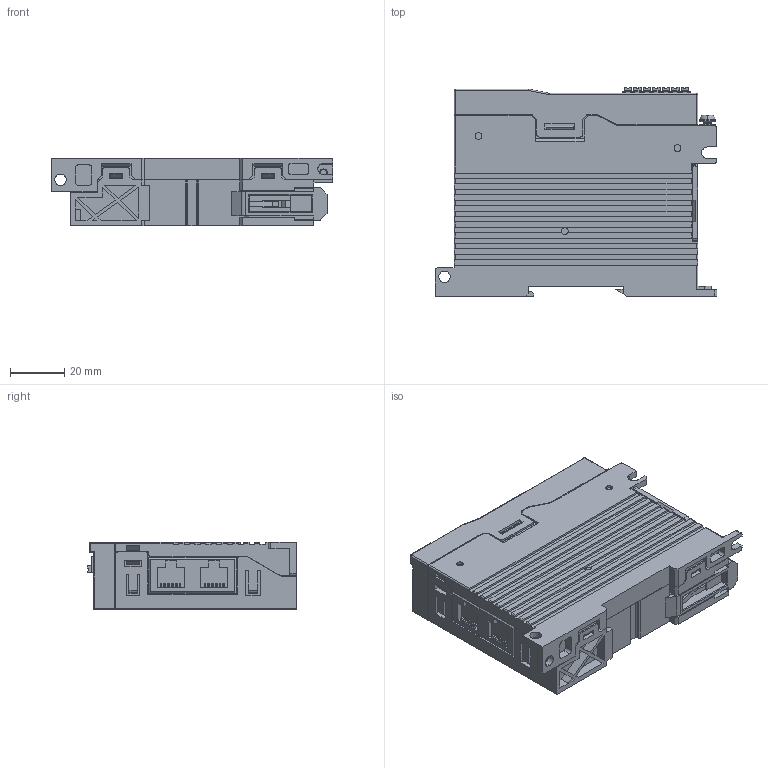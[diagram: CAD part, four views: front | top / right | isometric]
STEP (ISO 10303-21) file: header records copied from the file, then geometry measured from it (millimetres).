
FILE_DESCRIPTION((''),'2;1');
FILE_NAME('D3EB010U_1','2021-09-16T',('kjl'),(''),'PRO/ENGINEER BY PARAMETRIC TECHNOLOGY CORPORATION, 2010280','PRO/ENGINEER BY PARAMETRIC TECHNOLOGY CORPORATION, 2010280','');
FILE_SCHEMA(('AUTOMOTIVE_DESIGN_CC2 { 1 2 10303 214 -1 1 5 2 }'));
Products named in the file (1): D3EB010U_1
Bounding box: 104 x 77.1 x 25 mm (x, y, z)
Volume: 153810.2 mm3; surface area: 38985.8 mm2
Topology: 1 solids, 2 shells, 2515 faces, 7272 edges, 4847 vertices
Faces by surface type: plane 1848, cylinder 570, cone 68, bspline 16, sphere 9, torus 4
Entity records: 105657 total; most frequent: CARTESIAN_POINT 22260, ORIENTED_EDGE 14540, DIRECTION 12590, EDGE_CURVE 7270, VECTOR 5598, LINE 5598, VERTEX_POINT 4847, AXIS2_PLACEMENT_3D 3496
